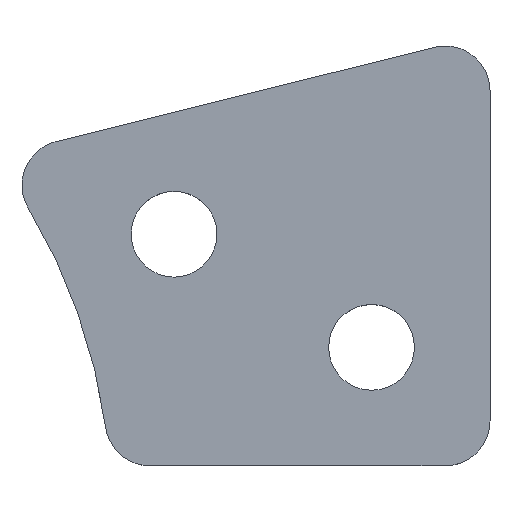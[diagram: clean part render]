
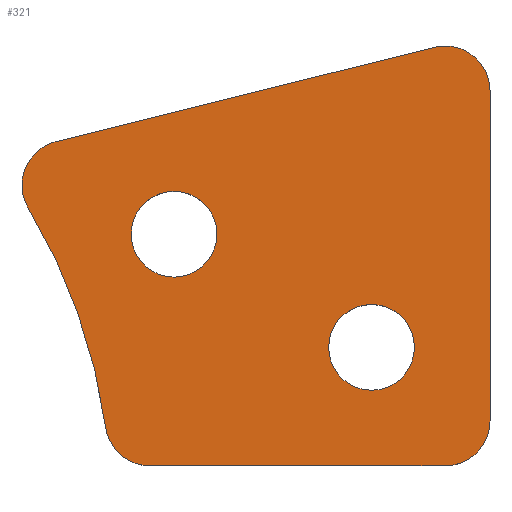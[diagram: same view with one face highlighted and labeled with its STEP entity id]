
A CAD part, top view. The second image highlights one B-rep face of the part: STEP entity #321.
In plain terms, the highlighted planar face has unit normal (0, 0, 1).
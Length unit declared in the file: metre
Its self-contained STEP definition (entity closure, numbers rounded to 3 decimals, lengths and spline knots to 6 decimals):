
#20=PLANE('',#364);
#26=CIRCLE('',#348,0.0022);
#28=CIRCLE('',#352,0.0022);
#30=CIRCLE('',#356,0.0022);
#32=CIRCLE('',#360,0.0022);
#34=CIRCLE('',#363,0.028659);
#35=CIRCLE('',#365,0.0021);
#36=CIRCLE('',#366,0.0021);
#76=ORIENTED_EDGE('',*,*,#156,.F.);
#77=ORIENTED_EDGE('',*,*,#157,.F.);
#78=ORIENTED_EDGE('',*,*,#135,.T.);
#79=ORIENTED_EDGE('',*,*,#138,.F.);
#80=ORIENTED_EDGE('',*,*,#141,.T.);
#81=ORIENTED_EDGE('',*,*,#144,.T.);
#82=ORIENTED_EDGE('',*,*,#147,.T.);
#83=ORIENTED_EDGE('',*,*,#150,.T.);
#84=ORIENTED_EDGE('',*,*,#153,.T.);
#85=ORIENTED_EDGE('',*,*,#155,.F.);
#135=EDGE_CURVE('',#176,#179,#26,.T.);
#138=EDGE_CURVE('',#181,#179,#208,.T.);
#141=EDGE_CURVE('',#181,#183,#28,.T.);
#144=EDGE_CURVE('',#183,#185,#212,.T.);
#147=EDGE_CURVE('',#185,#187,#30,.T.);
#150=EDGE_CURVE('',#187,#189,#216,.T.);
#153=EDGE_CURVE('',#189,#191,#32,.T.);
#155=EDGE_CURVE('',#176,#191,#34,.T.);
#156=EDGE_CURVE('',#192,#192,#35,.T.);
#157=EDGE_CURVE('',#193,#193,#36,.T.);
#176=VERTEX_POINT('',#493);
#179=VERTEX_POINT('',#498);
#181=VERTEX_POINT('',#504);
#183=VERTEX_POINT('',#510);
#185=VERTEX_POINT('',#516);
#187=VERTEX_POINT('',#522);
#189=VERTEX_POINT('',#528);
#191=VERTEX_POINT('',#534);
#192=VERTEX_POINT('',#541);
#193=VERTEX_POINT('',#543);
#208=LINE('',#505,#233);
#212=LINE('',#517,#237);
#216=LINE('',#529,#241);
#233=VECTOR('',#399,1.);
#237=VECTOR('',#411,1.);
#241=VECTOR('',#423,1.);
#262=EDGE_LOOP('',(#76));
#263=EDGE_LOOP('',(#77));
#264=EDGE_LOOP('',(#78,#79,#80,#81,#82,#83,#84,#85));
#288=FACE_BOUND('',#262,.T.);
#289=FACE_BOUND('',#263,.T.);
#290=FACE_BOUND('',#264,.T.);
#321=ADVANCED_FACE('',(#288,#289,#290),#20,.T.);
#348=AXIS2_PLACEMENT_3D('',#499,#393,#394);
#352=AXIS2_PLACEMENT_3D('',#511,#405,#406);
#356=AXIS2_PLACEMENT_3D('',#523,#417,#418);
#360=AXIS2_PLACEMENT_3D('',#535,#429,#430);
#363=AXIS2_PLACEMENT_3D('',#538,#435,#436);
#364=AXIS2_PLACEMENT_3D('',#539,#437,#438);
#365=AXIS2_PLACEMENT_3D('',#540,#439,#440);
#366=AXIS2_PLACEMENT_3D('',#542,#441,#442);
#393=DIRECTION('',(0.,0.,1.));
#394=DIRECTION('',(1.,0.,0.));
#399=DIRECTION('',(-1.,0.,0.));
#405=DIRECTION('',(0.,0.,1.));
#406=DIRECTION('',(1.,0.,0.));
#411=DIRECTION('',(0.,1.,0.));
#417=DIRECTION('',(0.,0.,1.));
#418=DIRECTION('',(1.,0.,0.));
#423=DIRECTION('',(-0.97,-0.242,0.));
#429=DIRECTION('',(0.,0.,1.));
#430=DIRECTION('',(1.,0.,0.));
#435=DIRECTION('',(0.,0.,1.));
#436=DIRECTION('',(1.,0.,0.));
#437=DIRECTION('',(0.,0.,1.));
#438=DIRECTION('',(1.,0.,0.));
#439=DIRECTION('',(0.,0.,1.));
#440=DIRECTION('',(1.,0.,0.));
#441=DIRECTION('',(0.,0.,1.));
#442=DIRECTION('',(1.,0.,0.));
#493=CARTESIAN_POINT('',(0.066479,0.000653,0.0316));
#498=CARTESIAN_POINT('',(0.068658,-0.00124,0.0316));
#499=CARTESIAN_POINT('',(0.068658,0.00096,0.0316));
#504=CARTESIAN_POINT('',(0.0831,-0.00124,0.0316));
#505=CARTESIAN_POINT('',(0.068658,-0.00124,0.0316));
#510=CARTESIAN_POINT('',(0.0853,0.00096,0.0316));
#511=CARTESIAN_POINT('',(0.0831,0.00096,0.0316));
#516=CARTESIAN_POINT('',(0.0853,0.01712,0.0316));
#517=CARTESIAN_POINT('',(0.0853,0.,0.0316));
#522=CARTESIAN_POINT('',(0.082568,0.019255,0.0316));
#523=CARTESIAN_POINT('',(0.0831,0.01712,0.0316));
#528=CARTESIAN_POINT('',(0.064049,0.014638,0.0316));
#529=CARTESIAN_POINT('',(0.000313,-0.001254,0.0316));
#534=CARTESIAN_POINT('',(0.062694,0.011374,0.0316));
#535=CARTESIAN_POINT('',(0.064582,0.012503,0.0316));
#538=CARTESIAN_POINT('',(0.0381,-0.00334,0.0316));
#539=CARTESIAN_POINT('',(0.,0.,0.0316));
#540=CARTESIAN_POINT('',(0.069829,0.010101,0.0316));
#541=CARTESIAN_POINT('',(0.071929,0.010101,0.0316));
#542=CARTESIAN_POINT('',(0.0795,0.00456,0.0316));
#543=CARTESIAN_POINT('',(0.0816,0.00456,0.0316));
